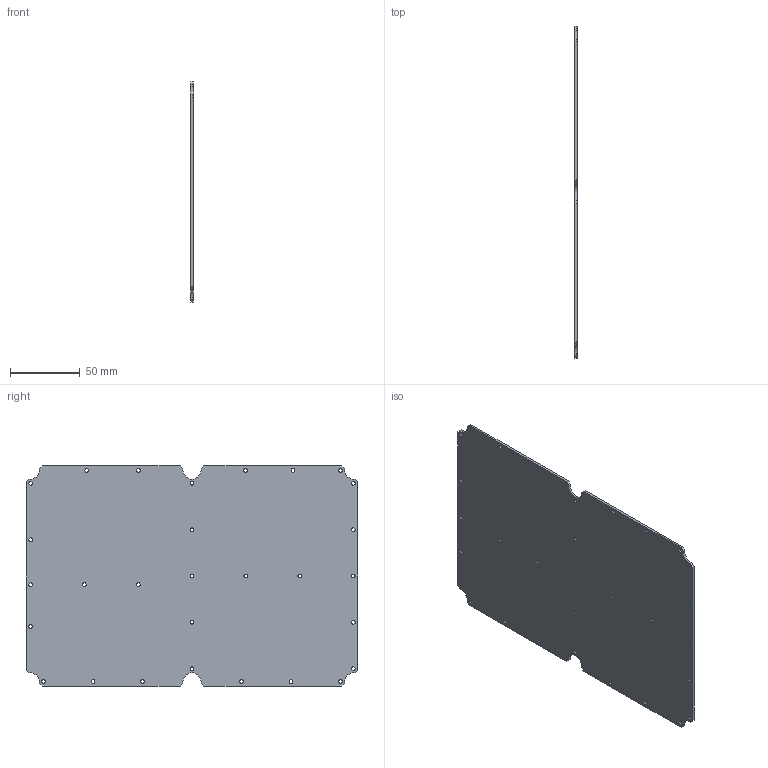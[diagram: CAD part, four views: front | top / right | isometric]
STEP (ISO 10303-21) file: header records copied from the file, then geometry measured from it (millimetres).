
FILE_DESCRIPTION(('CATIA V5 STEP Exchange'),'2;1');
FILE_NAME('LFR Pcb 1.3.stp','2013-09-27T08:48:49+00:00',('none'),('none'),'CATIA Version 5 Release 19 GA (IN-10)','CATIA V5 STEP AP214','none');
FILE_SCHEMA(('AUTOMOTIVE_DESIGN { 1 0 10303 214 1 1 1 1 }'));
Length unit declared in the file: millimetre
Products named in the file (1): LFR Pcb 1.3
Bounding box: 1.6 x 238 x 158 mm (x, y, z)
Volume: 59005.6 mm3; surface area: 75420.4 mm2
Topology: 1 solids, 1 shells, 96 faces, 282 edges, 188 vertices
Faces by surface type: cylinder 64, plane 32
Entity records: 3089 total; most frequent: ORIENTED_EDGE 564, CARTESIAN_POINT 532, DIRECTION 404, EDGE_CURVE 282, AXIS2_PLACEMENT_3D 190, VERTEX_POINT 188, VECTOR 154, EDGE_LOOP 154
